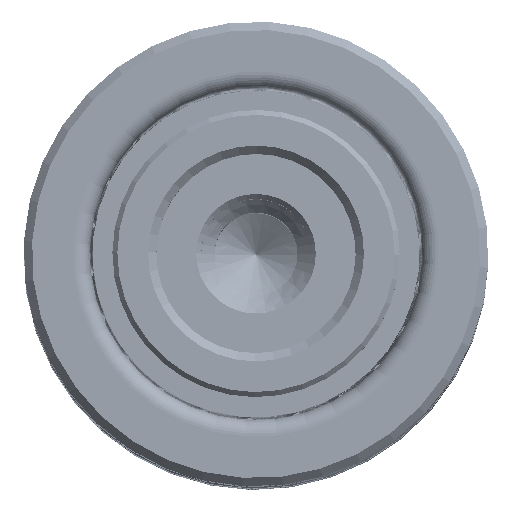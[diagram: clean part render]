
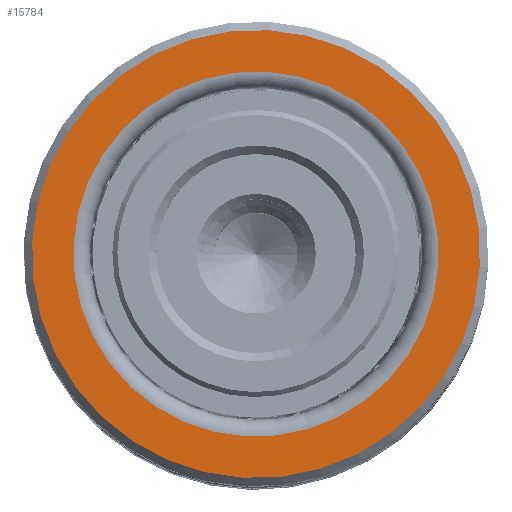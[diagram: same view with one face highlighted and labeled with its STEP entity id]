
A CAD part, top view. The second image highlights one B-rep face of the part: STEP entity #15784.
In plain terms, the highlighted face is planar.
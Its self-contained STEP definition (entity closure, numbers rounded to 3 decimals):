
#138 = DIRECTION ( 'NONE',  ( 1., 0., 0. ) ) ;
#1409 = DIRECTION ( 'NONE',  ( 1., 0., 0. ) ) ;
#1682 = CARTESIAN_POINT ( 'NONE',  ( 11., 0., 0. ) ) ;
#2297 = DIRECTION ( 'NONE',  ( 1., 0., 0. ) ) ;
#2360 = ORIENTED_EDGE ( 'NONE', *, *, #3114, .T. ) ;
#2664 = EDGE_LOOP ( 'NONE', ( #29344, #25935 ) ) ;
#2705 = CARTESIAN_POINT ( 'NONE',  ( 0., 0., 0. ) ) ;
#3114 = EDGE_CURVE ( 'NONE', #11610, #11009, #10784, .T. ) ;
#4825 = ORIENTED_EDGE ( 'NONE', *, *, #27911, .T. ) ;
#5223 = CARTESIAN_POINT ( 'NONE',  ( 0., 0., 0. ) ) ;
#5649 = DIRECTION ( 'NONE',  ( 1., 0., 0. ) ) ;
#6311 = VERTEX_POINT ( 'NONE', #22059 ) ;
#6479 = EDGE_CURVE ( 'NONE', #12674, #6311, #25904, .T. ) ;
#7926 = AXIS2_PLACEMENT_3D ( 'NONE', #36686, #19059, #1409 ) ;
#8270 = CARTESIAN_POINT ( 'NONE',  ( -11., 0., 0. ) ) ;
#9653 = AXIS2_PLACEMENT_3D ( 'NONE', #2705, #23306, #5649 ) ;
#10784 = CIRCLE ( 'NONE', #7926, 11. ) ;
#11009 = VERTEX_POINT ( 'NONE', #8270 ) ;
#11507 = AXIS2_PLACEMENT_3D ( 'NONE', #37565, #19935, #2297 ) ;
#11610 = VERTEX_POINT ( 'NONE', #1682 ) ;
#12674 = VERTEX_POINT ( 'NONE', #30981 ) ;
#14133 = DIRECTION ( 'NONE',  ( 1., 0., 0. ) ) ;
#15784 = ADVANCED_FACE ( 'NONE', ( #29430, #37233 ), #34587, .F. ) ;
#17785 = DIRECTION ( 'NONE',  ( 0., 0., -1. ) ) ;
#19059 = DIRECTION ( 'NONE',  ( 0., 0., 1. ) ) ;
#19215 = EDGE_CURVE ( 'NONE', #6311, #12674, #30733, .T. ) ;
#19935 = DIRECTION ( 'NONE',  ( 0., 0., 1. ) ) ;
#20598 = EDGE_LOOP ( 'NONE', ( #2360, #4825 ) ) ;
#22059 = CARTESIAN_POINT ( 'NONE',  ( -13.5, 0., 0. ) ) ;
#23306 = DIRECTION ( 'NONE',  ( 0., 0., -1. ) ) ;
#23471 = AXIS2_PLACEMENT_3D ( 'NONE', #35410, #17785, #138 ) ;
#25904 = CIRCLE ( 'NONE', #9653, 13.5 ) ;
#25935 = ORIENTED_EDGE ( 'NONE', *, *, #19215, .T. ) ;
#27300 = CIRCLE ( 'NONE', #11507, 11. ) ;
#27911 = EDGE_CURVE ( 'NONE', #11009, #11610, #27300, .T. ) ;
#29344 = ORIENTED_EDGE ( 'NONE', *, *, #6479, .T. ) ;
#29430 = FACE_BOUND ( 'NONE', #20598, .T. ) ;
#30733 = CIRCLE ( 'NONE', #23471, 13.5 ) ;
#30981 = CARTESIAN_POINT ( 'NONE',  ( 13.5, 0., 0. ) ) ;
#31756 = DIRECTION ( 'NONE',  ( 0., 0., 1. ) ) ;
#34587 = PLANE ( 'NONE',  #37857 ) ;
#35410 = CARTESIAN_POINT ( 'NONE',  ( 0., 0., 0. ) ) ;
#36686 = CARTESIAN_POINT ( 'NONE',  ( 0., 0., 0. ) ) ;
#37233 = FACE_OUTER_BOUND ( 'NONE', #2664, .T. ) ;
#37565 = CARTESIAN_POINT ( 'NONE',  ( 0., 0., 0. ) ) ;
#37857 = AXIS2_PLACEMENT_3D ( 'NONE', #5223, #31756, #14133 ) ;
